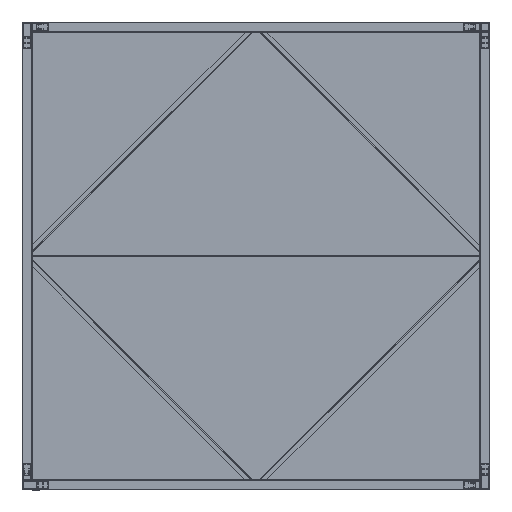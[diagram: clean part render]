
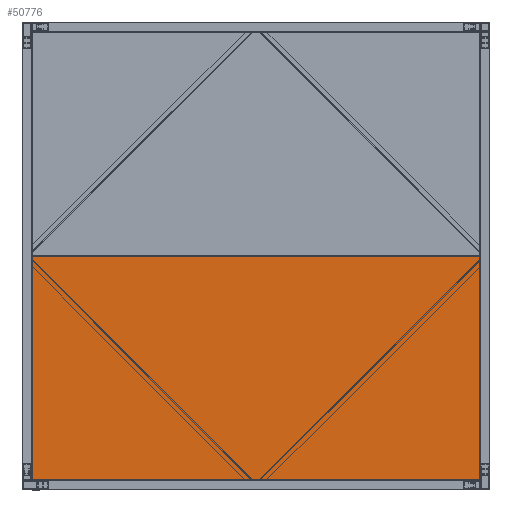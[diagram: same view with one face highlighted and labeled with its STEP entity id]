
A CAD part, left-side view. The second image highlights one B-rep face of the part: STEP entity #50776.
In plain terms, the highlighted planar face has unit normal (-1, 0, 0).
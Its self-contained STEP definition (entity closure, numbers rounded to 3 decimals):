
#7122 = DIRECTION ( 'NONE',  ( 0., 0., 1. ) ) ;
#13077 = EDGE_CURVE ( 'NONE', #16692, #74703, #36478, .T. ) ;
#13078 = VECTOR ( 'NONE', #18991, 1000. ) ;
#13309 = CARTESIAN_POINT ( 'NONE',  ( -488.064, -1052.804, 1222.387 ) ) ;
#16692 = VERTEX_POINT ( 'NONE', #13309 ) ;
#18991 = DIRECTION ( 'NONE',  ( 0., 0., -1. ) ) ;
#21598 = VECTOR ( 'NONE', #65978, 1000. ) ;
#29799 = EDGE_CURVE ( 'NONE', #74703, #97983, #76790, .T. ) ;
#34742 = VERTEX_POINT ( 'NONE', #130834 ) ;
#36189 = FACE_OUTER_BOUND ( 'NONE', #55165, .T. ) ;
#36478 = LINE ( 'NONE', #98094, #21598 ) ;
#45590 = CARTESIAN_POINT ( 'NONE',  ( -488.064, -1055.041, 1220.15 ) ) ;
#46930 = ORIENTED_EDGE ( 'NONE', *, *, #82221, .F. ) ;
#50776 = ADVANCED_FACE ( 'NONE', ( #36189 ), #117873, .F. ) ;
#51683 = EDGE_CURVE ( 'NONE', #97983, #34742, #68261, .T. ) ;
#55165 = EDGE_LOOP ( 'NONE', ( #46930, #83596, #124361, #56535 ) ) ;
#56078 = VECTOR ( 'NONE', #90347, 1000. ) ;
#56466 = CARTESIAN_POINT ( 'NONE',  ( -488.064, 1181.723, 2337.913 ) ) ;
#56535 = ORIENTED_EDGE ( 'NONE', *, *, #13077, .F. ) ;
#64347 = DIRECTION ( 'NONE',  ( 0., 0., -1. ) ) ;
#65978 = DIRECTION ( 'NONE',  ( 0., 1., 0. ) ) ;
#68261 = LINE ( 'NONE', #99060, #56078 ) ;
#74703 = VERTEX_POINT ( 'NONE', #105657 ) ;
#76790 = LINE ( 'NONE', #118965, #103930 ) ;
#79960 = CARTESIAN_POINT ( 'NONE',  ( -488.064, -1052.804, 2338.509 ) ) ;
#82221 = EDGE_CURVE ( 'NONE', #34742, #16692, #112028, .T. ) ;
#83596 = ORIENTED_EDGE ( 'NONE', *, *, #51683, .F. ) ;
#90347 = DIRECTION ( 'NONE',  ( 0., -1., 0. ) ) ;
#97983 = VERTEX_POINT ( 'NONE', #56466 ) ;
#98094 = CARTESIAN_POINT ( 'NONE',  ( -488.064, -1053.399, 1222.387 ) ) ;
#99060 = CARTESIAN_POINT ( 'NONE',  ( -488.064, 1182.318, 2337.913 ) ) ;
#102922 = AXIS2_PLACEMENT_3D ( 'NONE', #45590, #127272, #64347 ) ;
#103930 = VECTOR ( 'NONE', #7122, 1000. ) ;
#105657 = CARTESIAN_POINT ( 'NONE',  ( -488.064, 1181.723, 1222.387 ) ) ;
#112028 = LINE ( 'NONE', #79960, #13078 ) ;
#117873 = PLANE ( 'NONE',  #102922 ) ;
#118965 = CARTESIAN_POINT ( 'NONE',  ( -488.064, 1181.723, 1221.791 ) ) ;
#124361 = ORIENTED_EDGE ( 'NONE', *, *, #29799, .F. ) ;
#127272 = DIRECTION ( 'NONE',  ( 1., 0., 0. ) ) ;
#130834 = CARTESIAN_POINT ( 'NONE',  ( -488.064, -1052.804, 2337.913 ) ) ;
